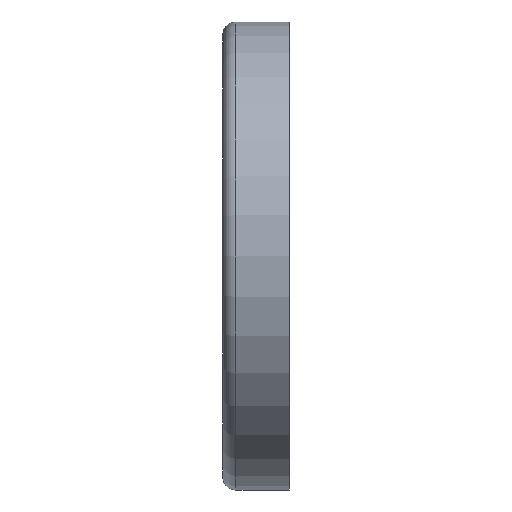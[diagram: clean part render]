
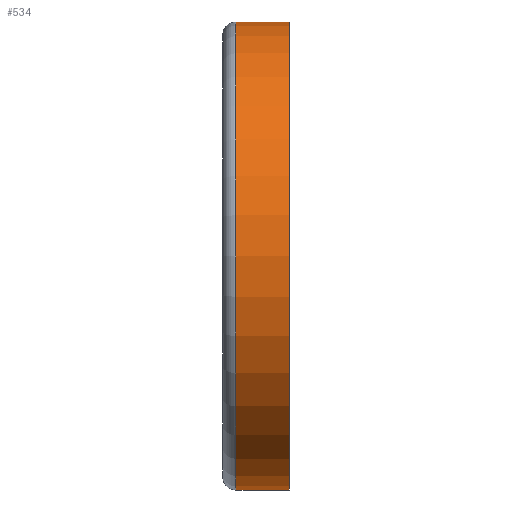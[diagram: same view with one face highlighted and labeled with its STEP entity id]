
A CAD part, left-side view. The second image highlights one B-rep face of the part: STEP entity #534.
In plain terms, the highlighted cylindrical face has radius 52.5 mm (diameter 105 mm), a partial arc.
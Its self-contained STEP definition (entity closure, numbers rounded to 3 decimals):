
#214 = DIRECTION ( 'NONE',  ( 0., 0., -1. ) ) ;
#534 = ADVANCED_FACE ( 'NONE', ( #1077 ), #8517, .T. ) ;
#676 = CIRCLE ( 'NONE', #13079, 52.5 ) ;
#728 = CARTESIAN_POINT ( 'NONE',  ( 0., 12., -52.5 ) ) ;
#765 = EDGE_CURVE ( 'NONE', #15375, #791, #12775, .T. ) ;
#791 = VERTEX_POINT ( 'NONE', #5878 ) ;
#897 = VECTOR ( 'NONE', #8213, 1000. ) ;
#1077 = FACE_OUTER_BOUND ( 'NONE', #5952, .T. ) ;
#1858 = CARTESIAN_POINT ( 'NONE',  ( 0., 0., 52.5 ) ) ;
#2185 = EDGE_CURVE ( 'NONE', #7862, #15375, #676, .T. ) ;
#2414 = ORIENTED_EDGE ( 'NONE', *, *, #13954, .F. ) ;
#2681 = DIRECTION ( 'NONE',  ( 0., -1., 0. ) ) ;
#2839 = LINE ( 'NONE', #1858, #8946 ) ;
#3353 = CARTESIAN_POINT ( 'NONE',  ( 0., 12., 0. ) ) ;
#3502 = DIRECTION ( 'NONE',  ( 0., 0., -1. ) ) ;
#5814 = ORIENTED_EDGE ( 'NONE', *, *, #2185, .T. ) ;
#5878 = CARTESIAN_POINT ( 'NONE',  ( 0., 0., -52.5 ) ) ;
#5952 = EDGE_LOOP ( 'NONE', ( #2414, #5814, #8898, #15218 ) ) ;
#6364 = CARTESIAN_POINT ( 'NONE',  ( 0., 0., 0. ) ) ;
#6543 = DIRECTION ( 'NONE',  ( 0., -1., 0. ) ) ;
#7199 = DIRECTION ( 'NONE',  ( 0., -1., 0. ) ) ;
#7862 = VERTEX_POINT ( 'NONE', #10548 ) ;
#8213 = DIRECTION ( 'NONE',  ( 0., -1., 0. ) ) ;
#8517 = CYLINDRICAL_SURFACE ( 'NONE', #12675, 52.5 ) ;
#8898 = ORIENTED_EDGE ( 'NONE', *, *, #765, .T. ) ;
#8946 = VECTOR ( 'NONE', #6543, 1000. ) ;
#9301 = CIRCLE ( 'NONE', #14722, 52.5 ) ;
#9638 = CARTESIAN_POINT ( 'NONE',  ( 0., 0., 52.5 ) ) ;
#10427 = CARTESIAN_POINT ( 'NONE',  ( 0., 0., -52.5 ) ) ;
#10548 = CARTESIAN_POINT ( 'NONE',  ( 0., 12., 52.5 ) ) ;
#11749 = DIRECTION ( 'NONE',  ( 0., -1., 0. ) ) ;
#12413 = VERTEX_POINT ( 'NONE', #9638 ) ;
#12675 = AXIS2_PLACEMENT_3D ( 'NONE', #14374, #7199, #214 ) ;
#12775 = LINE ( 'NONE', #10427, #897 ) ;
#13079 = AXIS2_PLACEMENT_3D ( 'NONE', #3353, #11749, #3502 ) ;
#13954 = EDGE_CURVE ( 'NONE', #7862, #12413, #2839, .T. ) ;
#14374 = CARTESIAN_POINT ( 'NONE',  ( 0., 0., 0. ) ) ;
#14532 = DIRECTION ( 'NONE',  ( 0., 0., -1. ) ) ;
#14722 = AXIS2_PLACEMENT_3D ( 'NONE', #6364, #2681, #14532 ) ;
#14956 = EDGE_CURVE ( 'NONE', #12413, #791, #9301, .T. ) ;
#15218 = ORIENTED_EDGE ( 'NONE', *, *, #14956, .F. ) ;
#15375 = VERTEX_POINT ( 'NONE', #728 ) ;
